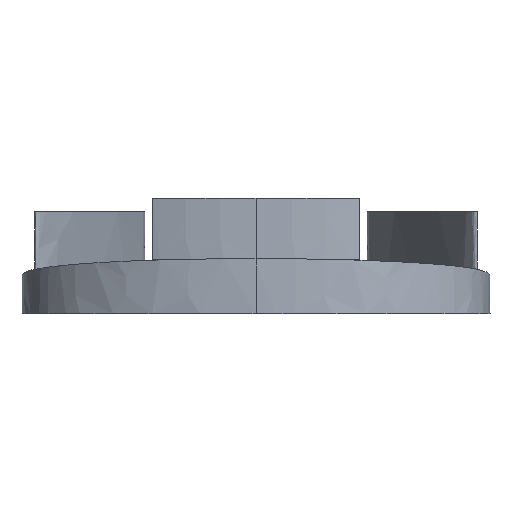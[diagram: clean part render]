
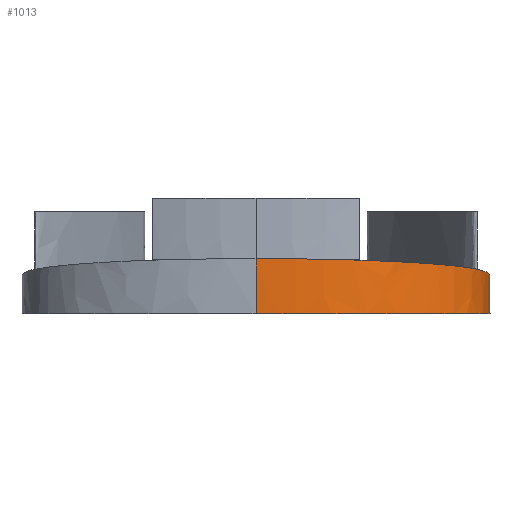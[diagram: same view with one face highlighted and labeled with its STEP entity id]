
A CAD part, front view. The second image highlights one B-rep face of the part: STEP entity #1013.
In plain terms, the highlighted free-form (B-spline) face has degree [3, 3] with [8, 4] control points.
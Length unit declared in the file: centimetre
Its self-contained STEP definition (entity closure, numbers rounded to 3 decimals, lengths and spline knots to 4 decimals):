
#106=FACE_OUTER_BOUND($,#168,.T.);
#168=EDGE_LOOP($,(#800,#801,#802,#803,#804,#805,#806,#807));
#214=B_SPLINE_CURVE_WITH_KNOTS($,3,(#1427,#1428,#1429,#1430),
 .UNSPECIFIED.,.F.,.F.,(4,4),(0.2084,0.2122),
 .UNSPECIFIED.);
#215=B_SPLINE_CURVE_WITH_KNOTS($,3,(#1432,#1433,#1434,#1435,#1436,#1437,
#1438,#1439),.UNSPECIFIED.,.F.,.F.,(4,1,1,1,1,4),(0.2122,0.2498,
0.3326,0.4154,0.4568,0.4981),
 .UNSPECIFIED.);
#227=B_SPLINE_CURVE_WITH_KNOTS($,3,(#1571,#1572,#1573,#1574),
 .UNSPECIFIED.,.F.,.F.,(4,4),(-2.6954,-2.6845),
 .UNSPECIFIED.);
#228=B_SPLINE_CURVE_WITH_KNOTS($,3,(#1575,#1576,#1577,#1578),
 .UNSPECIFIED.,.F.,.F.,(4,4),(-0.805,-0.5982),
 .UNSPECIFIED.);
#283=B_SPLINE_CURVE_WITH_KNOTS($,3,(#2407,#2408,#2409,#2410,#2411,#2412,
#2413,#2414,#2415,#2416,#2417,#2418,#2419,#2420,#2421),.UNSPECIFIED.,.F.,
 .F.,(4,2,2,2,2,3,4),(-5.4026,-4.7999,-4.3427,
-3.8899,-3.2831,-2.7349,-2.6954),
 .UNSPECIFIED.);
#284=B_SPLINE_CURVE_WITH_KNOTS($,3,(#2423,#2424,#2425,#2426,#2427,#2428),
 .UNSPECIFIED.,.F.,.F.,(4,2,4),(-6.0912,-5.4368,-5.4026),
 .UNSPECIFIED.);
#285=B_SPLINE_CURVE_WITH_KNOTS($,3,(#2430,#2431,#2432,#2433),
 .UNSPECIFIED.,.F.,.F.,(4,4),(0.1209,0.1298),
 .UNSPECIFIED.);
#286=B_SPLINE_CURVE_WITH_KNOTS($,3,(#2434,#2435,#2436,#2437,#2438,#2439,
#2440,#2441,#2442),.UNSPECIFIED.,.F.,.F.,(4,3,2,4),(0.1298,0.2198,
0.3586,0.5251),.UNSPECIFIED.);
#359=VERTEX_POINT($,#1421);
#360=VERTEX_POINT($,#1426);
#361=VERTEX_POINT($,#1431);
#374=VERTEX_POINT($,#1565);
#375=VERTEX_POINT($,#1570);
#413=VERTEX_POINT($,#2406);
#414=VERTEX_POINT($,#2422);
#415=VERTEX_POINT($,#2429);
#475=EDGE_CURVE($,#359,#360,#214,.T.);
#476=EDGE_CURVE($,#360,#361,#215,.T.);
#492=EDGE_CURVE($,#374,#375,#227,.T.);
#493=EDGE_CURVE($,#375,#359,#228,.T.);
#555=EDGE_CURVE($,#413,#374,#283,.T.);
#556=EDGE_CURVE($,#414,#413,#284,.T.);
#557=EDGE_CURVE($,#415,#414,#285,.F.);
#558=EDGE_CURVE($,#361,#415,#286,.F.);
#800=ORIENTED_EDGE($,*,*,#475,.F.);
#801=ORIENTED_EDGE($,*,*,#493,.F.);
#802=ORIENTED_EDGE($,*,*,#492,.F.);
#803=ORIENTED_EDGE($,*,*,#555,.F.);
#804=ORIENTED_EDGE($,*,*,#556,.F.);
#805=ORIENTED_EDGE($,*,*,#557,.F.);
#806=ORIENTED_EDGE($,*,*,#558,.F.);
#807=ORIENTED_EDGE($,*,*,#476,.F.);
#965=B_SPLINE_SURFACE_WITH_KNOTS($,3,3,((#2374,#2375,#2376,#2377),(#2378,
#2379,#2380,#2381),(#2382,#2383,#2384,#2385),(#2386,#2387,#2388,#2389),
(#2390,#2391,#2392,#2393),(#2394,#2395,#2396,#2397),(#2398,#2399,#2400,
#2401),(#2402,#2403,#2404,#2405)),.UNSPECIFIED.,.F.,.F.,.F.,(4,1,1,1,1,
4),(4,4),(0.2084,0.2498,0.3326,0.4154,
0.4568,0.4981),(-13.9567,-10.4172),
 .UNSPECIFIED.);
#1013=ADVANCED_FACE($,(#106),#965,.F.);
#1421=CARTESIAN_POINT('',(-20.9184,7.0492,0.));
#1426=CARTESIAN_POINT('',(-20.9039,7.,0.));
#1427=CARTESIAN_POINT('Ctrl Pts',(-20.9184,7.0492,0.));
#1428=CARTESIAN_POINT('Ctrl Pts',(-20.9134,7.0327,0.));
#1429=CARTESIAN_POINT('Ctrl Pts',(-20.9086,7.0163,0.));
#1430=CARTESIAN_POINT('Ctrl Pts',(-20.9039,7.,0.));
#1431=CARTESIAN_POINT('',(-22.5,5.1661,0.));
#1432=CARTESIAN_POINT('Ctrl Pts',(-20.9039,7.,0.));
#1433=CARTESIAN_POINT('Ctrl Pts',(-20.8574,6.8391,0.));
#1434=CARTESIAN_POINT('Ctrl Pts',(-20.745,6.3632,0.));
#1435=CARTESIAN_POINT('Ctrl Pts',(-20.8224,5.8063,0.));
#1436=CARTESIAN_POINT('Ctrl Pts',(-21.3793,5.3711,0.));
#1437=CARTESIAN_POINT('Ctrl Pts',(-21.9961,5.1858,0.));
#1438=CARTESIAN_POINT('Ctrl Pts',(-22.3313,5.1628,0.));
#1439=CARTESIAN_POINT('Ctrl Pts',(-22.5,5.1661,0.));
#1565=CARTESIAN_POINT('',(-20.9137,7.0334,0.2079));
#1570=CARTESIAN_POINT('',(-20.9169,7.0442,0.2067));
#1571=CARTESIAN_POINT('Ctrl Pts',(-20.9137,7.0334,0.2079));
#1572=CARTESIAN_POINT('Ctrl Pts',(-20.9148,7.037,0.2075));
#1573=CARTESIAN_POINT('Ctrl Pts',(-20.9158,7.0406,0.2071));
#1574=CARTESIAN_POINT('Ctrl Pts',(-20.9169,7.0442,0.2067));
#1575=CARTESIAN_POINT('Ctrl Pts',(-20.9169,7.0442,0.2067));
#1576=CARTESIAN_POINT('Ctrl Pts',(-20.9174,7.0459,0.1378));
#1577=CARTESIAN_POINT('Ctrl Pts',(-20.9179,7.0475,0.0689));
#1578=CARTESIAN_POINT('Ctrl Pts',(-20.9184,7.0492,0.));
#2374=CARTESIAN_POINT('Ctrl Pts',(-20.9184,7.0492,0.));
#2375=CARTESIAN_POINT('Ctrl Pts',(-20.9184,7.0492,0.1348));
#2376=CARTESIAN_POINT('Ctrl Pts',(-20.9184,7.0492,0.2697));
#2377=CARTESIAN_POINT('Ctrl Pts',(-20.9184,7.0492,0.4045));
#2378=CARTESIAN_POINT('Ctrl Pts',(-20.8646,6.8693,0.));
#2379=CARTESIAN_POINT('Ctrl Pts',(-20.8646,6.8693,0.1348));
#2380=CARTESIAN_POINT('Ctrl Pts',(-20.8646,6.8693,0.2697));
#2381=CARTESIAN_POINT('Ctrl Pts',(-20.8646,6.8693,0.4045));
#2382=CARTESIAN_POINT('Ctrl Pts',(-20.7436,6.3736,0.));
#2383=CARTESIAN_POINT('Ctrl Pts',(-20.7436,6.3736,0.1348));
#2384=CARTESIAN_POINT('Ctrl Pts',(-20.7436,6.3736,0.2697));
#2385=CARTESIAN_POINT('Ctrl Pts',(-20.7436,6.3736,0.4045));
#2386=CARTESIAN_POINT('Ctrl Pts',(-20.8224,5.8063,0.));
#2387=CARTESIAN_POINT('Ctrl Pts',(-20.8224,5.8063,0.1348));
#2388=CARTESIAN_POINT('Ctrl Pts',(-20.8224,5.8063,0.2697));
#2389=CARTESIAN_POINT('Ctrl Pts',(-20.8224,5.8063,0.4045));
#2390=CARTESIAN_POINT('Ctrl Pts',(-21.3793,5.3711,0.));
#2391=CARTESIAN_POINT('Ctrl Pts',(-21.3793,5.3711,0.1348));
#2392=CARTESIAN_POINT('Ctrl Pts',(-21.3793,5.3711,0.2697));
#2393=CARTESIAN_POINT('Ctrl Pts',(-21.3793,5.3711,0.4045));
#2394=CARTESIAN_POINT('Ctrl Pts',(-21.9961,5.1858,0.));
#2395=CARTESIAN_POINT('Ctrl Pts',(-21.9961,5.1858,0.1348));
#2396=CARTESIAN_POINT('Ctrl Pts',(-21.9961,5.1858,0.2697));
#2397=CARTESIAN_POINT('Ctrl Pts',(-21.9961,5.1858,0.4045));
#2398=CARTESIAN_POINT('Ctrl Pts',(-22.3313,5.1628,0.));
#2399=CARTESIAN_POINT('Ctrl Pts',(-22.3313,5.1628,0.1348));
#2400=CARTESIAN_POINT('Ctrl Pts',(-22.3313,5.1628,0.2697));
#2401=CARTESIAN_POINT('Ctrl Pts',(-22.3313,5.1628,0.4045));
#2402=CARTESIAN_POINT('Ctrl Pts',(-22.5,5.1661,0.));
#2403=CARTESIAN_POINT('Ctrl Pts',(-22.5,5.1661,0.1348));
#2404=CARTESIAN_POINT('Ctrl Pts',(-22.5,5.1661,0.2697));
#2405=CARTESIAN_POINT('Ctrl Pts',(-22.5,5.1661,0.4045));
#2406=CARTESIAN_POINT('',(-21.7965,5.2506,0.3952));
#2407=CARTESIAN_POINT('Ctrl Pts',(-21.7965,5.2506,0.3952));
#2408=CARTESIAN_POINT('Ctrl Pts',(-21.5783,5.312,0.3888));
#2409=CARTESIAN_POINT('Ctrl Pts',(-21.3932,5.402,0.3793));
#2410=CARTESIAN_POINT('Ctrl Pts',(-21.1358,5.5797,0.3606));
#2411=CARTESIAN_POINT('Ctrl Pts',(-21.033,5.6725,0.3509));
#2412=CARTESIAN_POINT('Ctrl Pts',(-20.8746,5.889,0.3281));
#2413=CARTESIAN_POINT('Ctrl Pts',(-20.8337,5.9915,0.3174));
#2414=CARTESIAN_POINT('Ctrl Pts',(-20.7813,6.2036,0.2951));
#2415=CARTESIAN_POINT('Ctrl Pts',(-20.7766,6.3378,0.281));
#2416=CARTESIAN_POINT('Ctrl Pts',(-20.8126,6.6426,0.2489));
#2417=CARTESIAN_POINT('Ctrl Pts',(-20.8501,6.8124,0.2311));
#2418=CARTESIAN_POINT('Ctrl Pts',(-20.9022,6.9941,0.212));
#2419=CARTESIAN_POINT('Ctrl Pts',(-20.906,7.0072,0.2106));
#2420=CARTESIAN_POINT('Ctrl Pts',(-20.9098,7.0203,0.2092));
#2421=CARTESIAN_POINT('Ctrl Pts',(-20.9137,7.0334,0.2079));
#2422=CARTESIAN_POINT('',(-22.5,5.1661,0.4041));
#2423=CARTESIAN_POINT('Ctrl Pts',(-22.5,5.1661,0.4041));
#2424=CARTESIAN_POINT('Ctrl Pts',(-22.3048,5.1623,0.4045));
#2425=CARTESIAN_POINT('Ctrl Pts',(-22.075,5.1774,0.4029));
#2426=CARTESIAN_POINT('Ctrl Pts',(-21.8214,5.2438,0.396));
#2427=CARTESIAN_POINT('Ctrl Pts',(-21.8089,5.2472,0.3956));
#2428=CARTESIAN_POINT('Ctrl Pts',(-21.7965,5.2506,0.3952));
#2429=CARTESIAN_POINT('',(-22.5,5.1661,0.3952));
#2430=CARTESIAN_POINT('Ctrl Pts',(-22.5,5.1661,0.4041));
#2431=CARTESIAN_POINT('Ctrl Pts',(-22.5,5.1661,0.4012));
#2432=CARTESIAN_POINT('Ctrl Pts',(-22.5,5.1661,0.3982));
#2433=CARTESIAN_POINT('Ctrl Pts',(-22.5,5.1661,0.3952));
#2434=CARTESIAN_POINT('Ctrl Pts',(-22.5,5.1661,0.3952));
#2435=CARTESIAN_POINT('Ctrl Pts',(-22.5,5.1661,0.3652));
#2436=CARTESIAN_POINT('Ctrl Pts',(-22.5,5.1661,0.3352));
#2437=CARTESIAN_POINT('Ctrl Pts',(-22.5,5.1661,0.3052));
#2438=CARTESIAN_POINT('Ctrl Pts',(-22.5,5.1661,0.259));
#2439=CARTESIAN_POINT('Ctrl Pts',(-22.5,5.1661,0.2127));
#2440=CARTESIAN_POINT('Ctrl Pts',(-22.5,5.1661,0.111));
#2441=CARTESIAN_POINT('Ctrl Pts',(-22.5,5.1661,0.0555));
#2442=CARTESIAN_POINT('Ctrl Pts',(-22.5,5.1661,0.));
